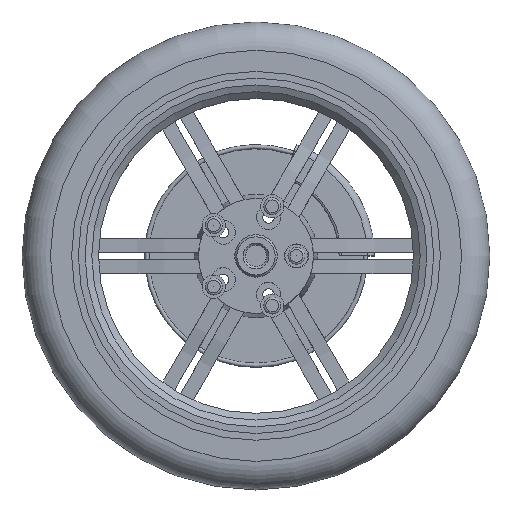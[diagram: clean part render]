
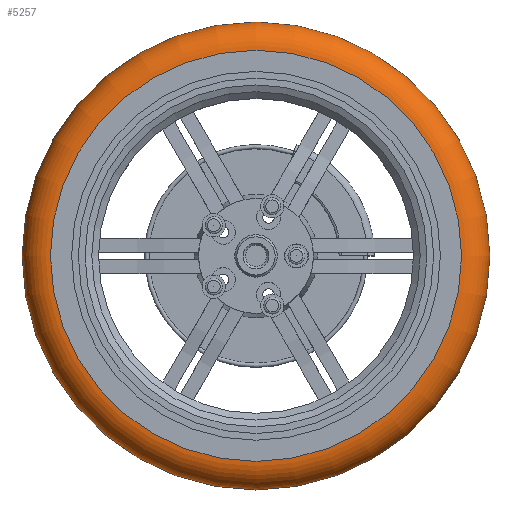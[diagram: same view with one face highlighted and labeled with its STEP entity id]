
A CAD part, top view. The second image highlights one B-rep face of the part: STEP entity #5257.
In plain terms, the highlighted toroidal (fillet/blend) face has major radius 290.2 mm and minor radius 40 mm.
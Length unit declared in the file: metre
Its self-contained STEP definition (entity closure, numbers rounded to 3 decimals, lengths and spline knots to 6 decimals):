
#92 = CARTESIAN_POINT('NONE', (0.3302, 0., 0.1));
#93 = VERTEX_POINT('NONE', #92);
#94 = CARTESIAN_POINT('NONE', (0.2902, 0., 0.14));
#95 = VERTEX_POINT('NONE', #94);
#960 = DIRECTION('NONE', (1, 0., -0));
#961 = DIRECTION('NONE', (0, 0, 1));
#962 = CARTESIAN_POINT('NONE', (0., 0., 0.1));
#963 = AXIS2_PLACEMENT_3D('NONE', #962, #961, #960);
#964 = CIRCLE('NONE', #963, 0.3302);
#970 = DIRECTION('NONE', (1, 0., -0));
#971 = DIRECTION('NONE', (0, 0, 1));
#972 = CARTESIAN_POINT('NONE', (0., 0., 0.14));
#973 = AXIS2_PLACEMENT_3D('NONE', #972, #971, #970);
#974 = CIRCLE('NONE', #973, 0.2902);
#3014 = EDGE_CURVE('NONE', #93, #93, #964, .T.);
#3016 = EDGE_CURVE('NONE', #95, #95, #974, .T.);
#3592 = CARTESIAN_POINT('NONE', (0, 0, 0.1));
#3593 = DIRECTION('NONE', (-0, 0, -1));
#3594 = DIRECTION('NONE', (1, 0, -0));
#3595 = AXIS2_PLACEMENT_3D('NONE', #3592, #3593, #3594);
#3596 = TOROIDAL_SURFACE('NONE', #3595, 0.2902, 0.04);
#5251 = ORIENTED_EDGE('NONE', *, *, #3014, .F.);
#5252 = ORIENTED_EDGE('NONE', *, *, #3016, .T.);
#5253 = EDGE_LOOP('NONE', (#5251));
#5254 = FACE_BOUND('NONE', #5253, .T.);
#5255 = EDGE_LOOP('NONE', (#5252));
#5256 = FACE_BOUND('NONE', #5255, .T.);
#5257 = ADVANCED_FACE('NONE', (#5254, #5256), #3596, .F.);
